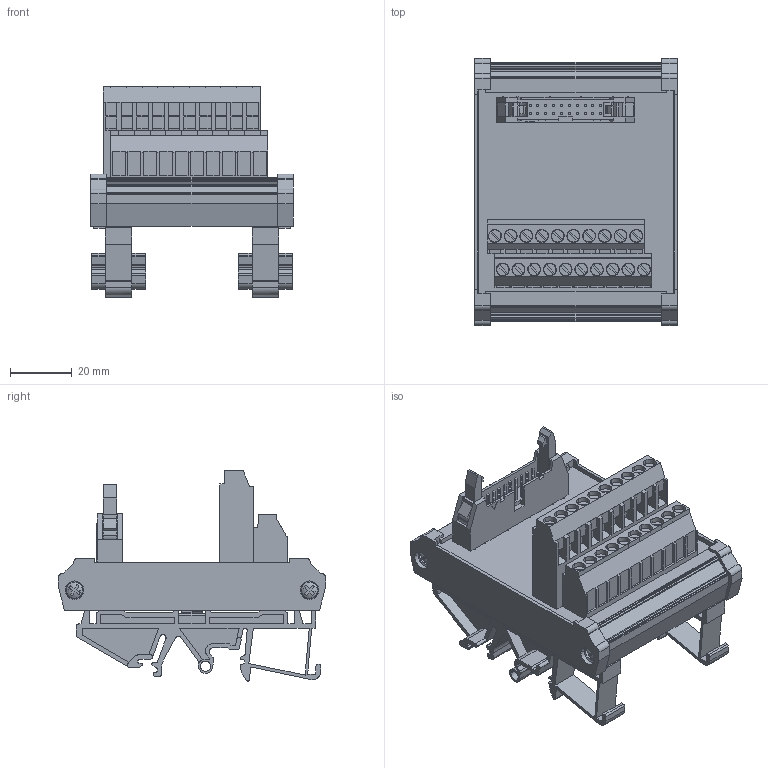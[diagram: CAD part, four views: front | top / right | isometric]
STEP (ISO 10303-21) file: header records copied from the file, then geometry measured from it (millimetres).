
FILE_DESCRIPTION(('CATIA V5R22 STEP214','CAx-IF Rec.Pracs.--- Model Styling and Organization---1.4--- 2014-01-23'),'2;1');
FILE_NAME ('001220-3_0', '2021-08-02T11:14:51+00:00', ('Weidmueller Interface'), ('Weidmueller'), 'CATIA Version 5-6 Release 2016 SP3 HF44', 'CATIA V5 STEP AP214', 'none');
FILE_SCHEMA(('AUTOMOTIVE_DESIGN { 1 0 10303 214 1 1 1 1 }'));
Products named in the file (1): 0224261001_RS F20 LP2N 5_20
Bounding box: 65.5 x 86.4 x 68.07 mm (x, y, z)
Volume: 67971.3 mm3; surface area: 60685.1 mm2
Topology: 1 solids, 5 shells, 1645 faces, 4905 edges, 3304 vertices
Faces by surface type: plane 1240, cylinder 389, torus 8, sphere 8
Entity records: 59609 total; most frequent: CARTESIAN_POINT 14307, ORIENTED_EDGE 9810, DIRECTION 7750, EDGE_CURVE 4905, VECTOR 3671, LINE 3671, VERTEX_POINT 3304, AXIS2_PLACEMENT_3D 2437
